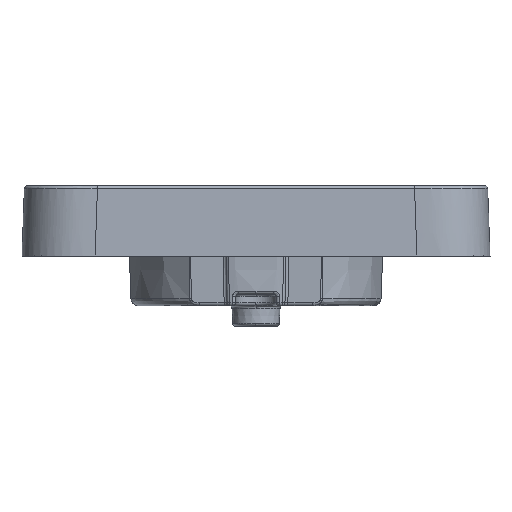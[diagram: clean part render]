
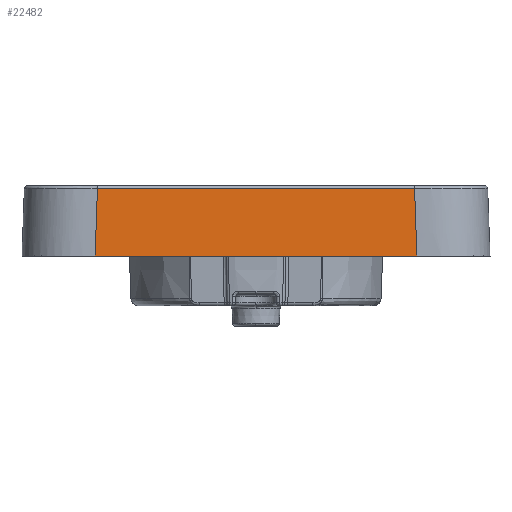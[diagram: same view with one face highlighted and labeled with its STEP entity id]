
A CAD part, left-side view. The second image highlights one B-rep face of the part: STEP entity #22482.
In plain terms, the highlighted planar face has unit normal (-0.999, 0, 0.035).
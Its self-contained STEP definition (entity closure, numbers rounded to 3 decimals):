
#1959 = CARTESIAN_POINT ( 'NONE',  ( -40., 27.506, -12. ) ) ;
#2129 = VECTOR ( 'NONE', #18498, 1000. ) ;
#2453 = CARTESIAN_POINT ( 'NONE',  ( -39.113, -66.442, 13.399 ) ) ;
#4439 = EDGE_CURVE ( 'NONE', #14310, #15237, #19701, .T. ) ;
#6999 = DIRECTION ( 'NONE',  ( 0.035, 0.035, 0.999 ) ) ;
#7004 = DIRECTION ( 'NONE',  ( 0., -1., 0. ) ) ;
#7440 = CARTESIAN_POINT ( 'NONE',  ( -39.598, -27.104, -0.483 ) ) ;
#8046 = ORIENTED_EDGE ( 'NONE', *, *, #28159, .F. ) ;
#8313 = CARTESIAN_POINT ( 'NONE',  ( -39.598, 27.104, -0.483 ) ) ;
#11151 = LINE ( 'NONE', #21342, #29793 ) ;
#12646 = DIRECTION ( 'NONE',  ( -0.999, 0., 0.035 ) ) ;
#12750 = ORIENTED_EDGE ( 'NONE', *, *, #30026, .T. ) ;
#13747 = EDGE_CURVE ( 'NONE', #14138, #14310, #19704, .T. ) ;
#14138 = VERTEX_POINT ( 'NONE', #1959 ) ;
#14310 = VERTEX_POINT ( 'NONE', #17495 ) ;
#14649 = ORIENTED_EDGE ( 'NONE', *, *, #4439, .T. ) ;
#15138 = FACE_OUTER_BOUND ( 'NONE', #28947, .T. ) ;
#15237 = VERTEX_POINT ( 'NONE', #7440 ) ;
#17495 = CARTESIAN_POINT ( 'NONE',  ( -40., -27.506, -12. ) ) ;
#18498 = DIRECTION ( 'NONE',  ( -0.035, 0.035, -0.999 ) ) ;
#18600 = VECTOR ( 'NONE', #6999, 1000. ) ;
#19701 = LINE ( 'NONE', #29838, #18600 ) ;
#19704 = LINE ( 'NONE', #29839, #27024 ) ;
#20968 = VERTEX_POINT ( 'NONE', #30077 ) ;
#21342 = CARTESIAN_POINT ( 'NONE',  ( -39.598, 0., -0.483 ) ) ;
#21844 = ORIENTED_EDGE ( 'NONE', *, *, #13747, .T. ) ;
#22482 = ADVANCED_FACE ( 'NONE', ( #15138 ), #25330, .T. ) ;
#22839 = DIRECTION ( 'NONE',  ( 0.035, 0., 0.999 ) ) ;
#25330 = PLANE ( 'NONE',  #25906 ) ;
#25906 = AXIS2_PLACEMENT_3D ( 'NONE', #2453, #12646, #22839 ) ;
#27024 = VECTOR ( 'NONE', #7004, 1000. ) ;
#28159 = EDGE_CURVE ( 'NONE', #20968, #15237, #11151, .T. ) ;
#28947 = EDGE_LOOP ( 'NONE', ( #14649, #8046, #12750, #21844 ) ) ;
#29793 = VECTOR ( 'NONE', #31462, 1000. ) ;
#29838 = CARTESIAN_POINT ( 'NONE',  ( -40., -27.506, -12. ) ) ;
#29839 = CARTESIAN_POINT ( 'NONE',  ( -40., -66.442, -12. ) ) ;
#30026 = EDGE_CURVE ( 'NONE', #20968, #14138, #31120, .T. ) ;
#30077 = CARTESIAN_POINT ( 'NONE',  ( -39.598, 27.104, -0.483 ) ) ;
#31120 = LINE ( 'NONE', #8313, #2129 ) ;
#31462 = DIRECTION ( 'NONE',  ( 0., -1., 0. ) ) ;
